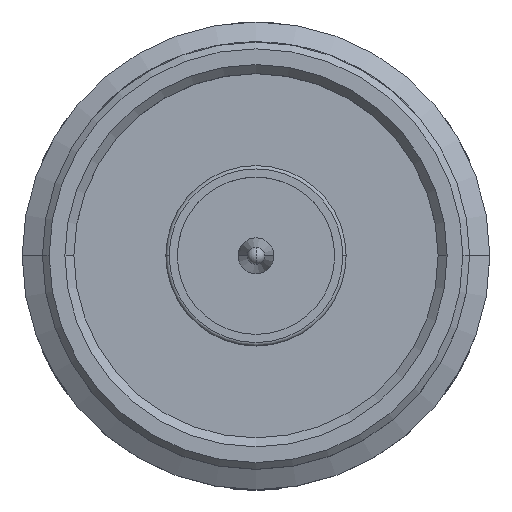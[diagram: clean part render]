
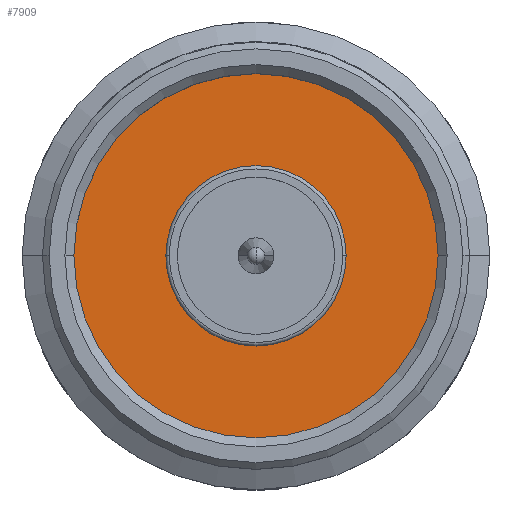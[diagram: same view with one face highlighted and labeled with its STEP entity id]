
A CAD part, top view. The second image highlights one B-rep face of the part: STEP entity #7909.
In plain terms, the highlighted planar face has unit normal (0, 0, 1).
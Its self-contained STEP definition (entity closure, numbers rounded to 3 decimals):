
#359 = CARTESIAN_POINT ( 'NONE',  ( 0., 0., -2.753 ) ) ;
#411 = CARTESIAN_POINT ( 'NONE',  ( -8.1, 0., -2.753 ) ) ;
#952 = CARTESIAN_POINT ( 'NONE',  ( 0., 0., -2.753 ) ) ;
#1143 = ORIENTED_EDGE ( 'NONE', *, *, #13187, .T. ) ;
#1196 = CARTESIAN_POINT ( 'NONE',  ( 4.01, 0., -2.753 ) ) ;
#1458 = DIRECTION ( 'NONE',  ( -1., 0., 0. ) ) ;
#1747 = CIRCLE ( 'NONE', #9065, 4.01 ) ;
#2065 = DIRECTION ( 'NONE',  ( -1., 0., 0. ) ) ;
#3314 = DIRECTION ( 'NONE',  ( 0., 0., 1. ) ) ;
#3562 = CARTESIAN_POINT ( 'NONE',  ( 0., 0., -2.753 ) ) ;
#4010 = AXIS2_PLACEMENT_3D ( 'NONE', #952, #8697, #2065 ) ;
#4673 = EDGE_CURVE ( 'NONE', #7930, #13275, #4943, .T. ) ;
#4690 = DIRECTION ( 'NONE',  ( -1., 0., 0. ) ) ;
#4943 = CIRCLE ( 'NONE', #5334, 4.01 ) ;
#5334 = AXIS2_PLACEMENT_3D ( 'NONE', #359, #8112, #1458 ) ;
#5556 = CARTESIAN_POINT ( 'NONE',  ( 0., 0., -2.753 ) ) ;
#5604 = DIRECTION ( 'NONE',  ( 0., 0., -1. ) ) ;
#5846 = AXIS2_PLACEMENT_3D ( 'NONE', #5556, #5604, #13307 ) ;
#5863 = VERTEX_POINT ( 'NONE', #411 ) ;
#6747 = EDGE_LOOP ( 'NONE', ( #10596, #9136 ) ) ;
#6881 = CARTESIAN_POINT ( 'NONE',  ( -4.01, 0., -2.753 ) ) ;
#7146 = FACE_BOUND ( 'NONE', #6747, .T. ) ;
#7909 = ADVANCED_FACE ( 'NONE', ( #7146, #12643 ), #11083, .F. ) ;
#7930 = VERTEX_POINT ( 'NONE', #1196 ) ;
#8112 = DIRECTION ( 'NONE',  ( 0., 0., -1. ) ) ;
#8324 = EDGE_CURVE ( 'NONE', #9639, #5863, #10545, .T. ) ;
#8693 = CARTESIAN_POINT ( 'NONE',  ( 8.1, 0., -2.753 ) ) ;
#8697 = DIRECTION ( 'NONE',  ( 0., 0., 1. ) ) ;
#9065 = AXIS2_PLACEMENT_3D ( 'NONE', #3562, #11260, #4690 ) ;
#9136 = ORIENTED_EDGE ( 'NONE', *, *, #11170, .T. ) ;
#9639 = VERTEX_POINT ( 'NONE', #8693 ) ;
#9891 = CARTESIAN_POINT ( 'NONE',  ( 0., 0., -2.753 ) ) ;
#10545 = CIRCLE ( 'NONE', #4010, 8.1 ) ;
#10596 = ORIENTED_EDGE ( 'NONE', *, *, #4673, .T. ) ;
#11015 = DIRECTION ( 'NONE',  ( -1., 0., 0. ) ) ;
#11083 = PLANE ( 'NONE',  #5846 ) ;
#11170 = EDGE_CURVE ( 'NONE', #13275, #7930, #1747, .T. ) ;
#11260 = DIRECTION ( 'NONE',  ( 0., 0., -1. ) ) ;
#11387 = EDGE_LOOP ( 'NONE', ( #13515, #1143 ) ) ;
#12634 = CIRCLE ( 'NONE', #12647, 8.1 ) ;
#12643 = FACE_OUTER_BOUND ( 'NONE', #11387, .T. ) ;
#12647 = AXIS2_PLACEMENT_3D ( 'NONE', #9891, #3314, #11015 ) ;
#13187 = EDGE_CURVE ( 'NONE', #5863, #9639, #12634, .T. ) ;
#13275 = VERTEX_POINT ( 'NONE', #6881 ) ;
#13307 = DIRECTION ( 'NONE',  ( -1., 0., 0. ) ) ;
#13515 = ORIENTED_EDGE ( 'NONE', *, *, #8324, .T. ) ;
